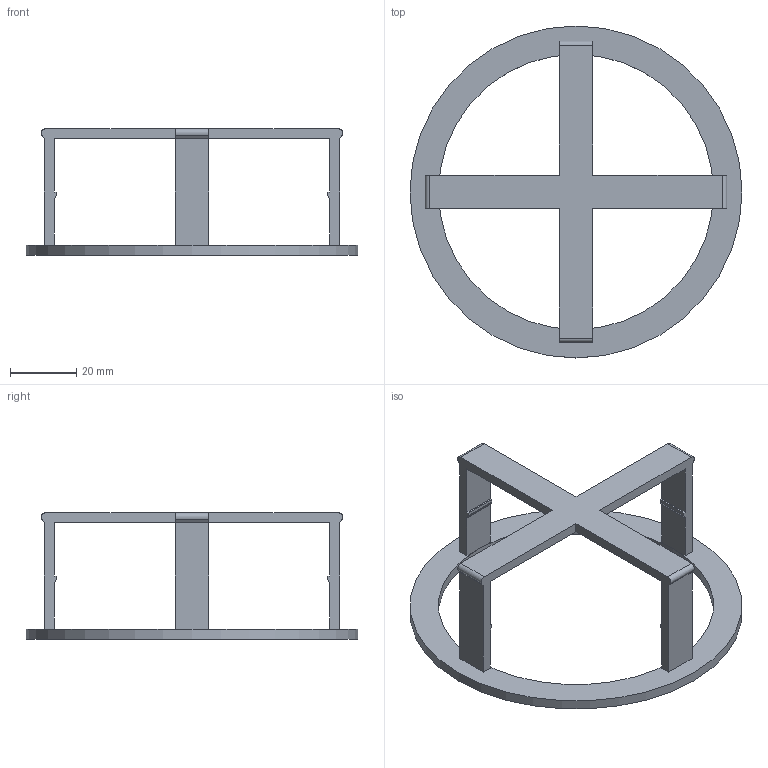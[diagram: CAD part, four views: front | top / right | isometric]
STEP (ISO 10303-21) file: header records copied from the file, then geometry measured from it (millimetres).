
FILE_DESCRIPTION( ( '' ), ' ' );
FILE_NAME( '5b29dd709c6ee60fc4004429.step', '2018-06-20T04:52:01', ( '' ), ( '' ), ' ', ' ', ' ' );
FILE_SCHEMA( ( 'AUTOMOTIVE_DESIGN { 1 0 10303 214 1 1 1 1 }' ) );
Length unit declared in the file: metre
Products named in the file (1): Alexa Unterputz Halterung
Bounding box: 100 x 100 x 38 mm (x, y, z)
Volume: 16348.5 mm3; surface area: 14221.1 mm2
Topology: 1 solids, 1 shells, 50 faces, 157 edges, 103 vertices
Faces by surface type: plane 44, cylinder 6
Full cylindrical faces by diameter (mm): 82.9 x1, 100 x1
Entity records: 2138 total; most frequent: ORIENTED_EDGE 310, CARTESIAN_POINT 309, DIRECTION 272, EDGE_CURVE 155, LINE 140, VECTOR 140, VERTEX_POINT 103, AXIS2_PLACEMENT_3D 66
